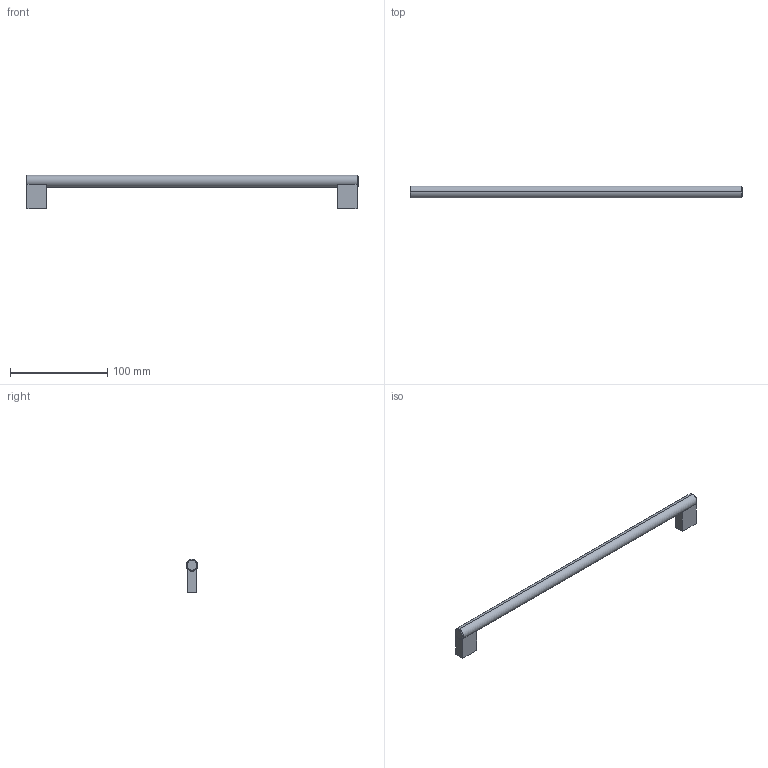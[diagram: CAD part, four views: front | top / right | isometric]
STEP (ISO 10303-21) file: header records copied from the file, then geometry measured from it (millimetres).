
FILE_DESCRIPTION (( 'STEP AP203' ), '1' );
FILE_NAME ('HDL02_STEP_V10421.STEP', '2021-04-21T10:00:19', ( '' ), ( '' ), 'SwSTEP 2.0', 'SolidWorks 2019', '' );
FILE_SCHEMA (( 'CONFIG_CONTROL_DESIGN' ));
Length unit declared in the file: millimetre
Products named in the file (1): HDL02_STEP_V10421
Bounding box: 342 x 12.2 x 34.4 mm (x, y, z)
Volume: 48496.1 mm3; surface area: 17579.4 mm2
Topology: 3 solids, 3 shells, 28 faces, 56 edges, 36 vertices
Faces by surface type: plane 14, cylinder 10, cone 4
Entity records: 805 total; most frequent: DIRECTION 138, CARTESIAN_POINT 121, ORIENTED_EDGE 112, EDGE_CURVE 56, AXIS2_PLACEMENT_3D 53, VERTEX_POINT 36, VECTOR 32, LINE 32
